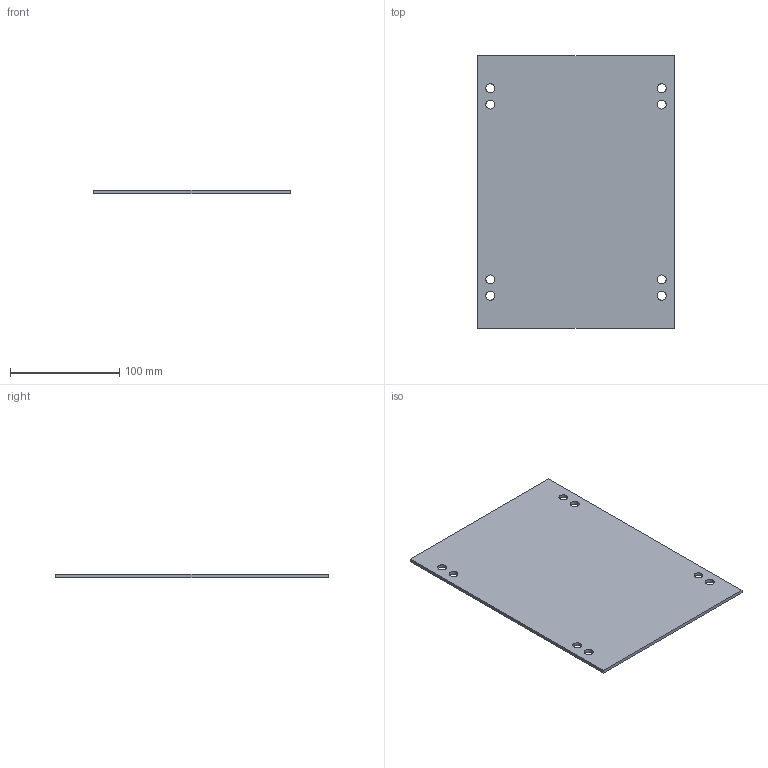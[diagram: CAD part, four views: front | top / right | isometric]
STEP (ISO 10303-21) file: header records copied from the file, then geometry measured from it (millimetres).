
FILE_DESCRIPTION (( 'STEP AP214' ), '1' );
FILE_NAME ('mb-15-kr-45 Ýêðàí êîæóõà ðóáèëüíèêà äëÿ ÂÐÓ Unit øèðèíîé 450ìì.STEP', '2020-02-14T07:06:14', ( '' ), ( '' ), 'SwSTEP 2.0', 'SolidWorks 2019', '' );
FILE_SCHEMA (( 'AUTOMOTIVE_DESIGN' ));
Length unit declared in the file: millimetre
Products named in the file (3): 襟俶.015.07.00.01 椻譇燲00; mb-15-kr-45 Ýêðàí êîæóõà ðóáèëüíèêà äëÿ ÂÐÓ Unit øèðèíîé 450ìì; Íàêëåéêà Ìîëíèÿ
Assembly tree (2 placements, depth 2):
  mb-15-kr-45 Ýêðàí êîæóõà ðóáèëüíèêà äëÿ ÂÐÓ Unit øèðèíîé 450ìì
    襟俶.015.07.00.01 椻譇燲00
    Íàêëåéêà Ìîëíèÿ
Bounding box: 180 x 250 x 3.1 mm (x, y, z)
Volume: 133887.3 mm3; surface area: 94871.3 mm2
Topology: 2 solids, 2 shells, 51 faces, 135 edges, 90 vertices
Faces by surface type: plane 27, cylinder 24
Entity records: 1772 total; most frequent: DIRECTION 295, CARTESIAN_POINT 281, ORIENTED_EDGE 270, EDGE_CURVE 135, AXIS2_PLACEMENT_3D 104, VERTEX_POINT 90, LINE 87, VECTOR 87
